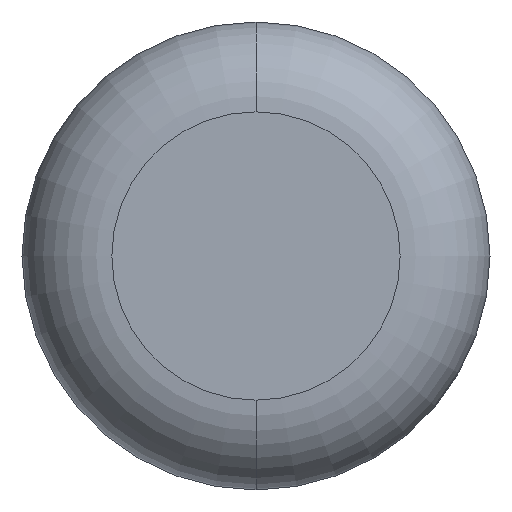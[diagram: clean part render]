
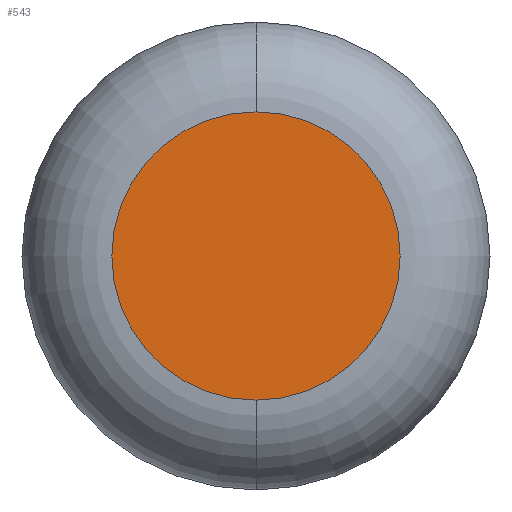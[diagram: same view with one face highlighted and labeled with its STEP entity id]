
A CAD part, front view. The second image highlights one B-rep face of the part: STEP entity #543.
In plain terms, the highlighted planar face has unit normal (0, -1, 0).
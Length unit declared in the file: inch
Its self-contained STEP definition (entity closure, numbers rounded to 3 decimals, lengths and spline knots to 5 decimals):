
#11 = DIRECTION ( 'NONE',  ( 0., -1., 0. ) ) ;
#17 = EDGE_LOOP ( 'NONE', ( #37, #509 ) ) ;
#37 = ORIENTED_EDGE ( 'NONE', *, *, #245, .T. ) ;
#51 = VERTEX_POINT ( 'NONE', #411 ) ;
#90 = CARTESIAN_POINT ( 'NONE',  ( 0., 0., 0. ) ) ;
#125 = EDGE_CURVE ( 'NONE', #51, #230, #274, .T. ) ;
#128 = DIRECTION ( 'NONE',  ( 0., 0., -1. ) ) ;
#133 = AXIS2_PLACEMENT_3D ( 'NONE', #90, #224, #128 ) ;
#224 = DIRECTION ( 'NONE',  ( 0., -1., 0. ) ) ;
#230 = VERTEX_POINT ( 'NONE', #348 ) ;
#245 = EDGE_CURVE ( 'NONE', #230, #51, #371, .T. ) ;
#265 = CARTESIAN_POINT ( 'NONE',  ( 0., 0., 0. ) ) ;
#274 = CIRCLE ( 'NONE', #329, 0.1925 ) ;
#303 = AXIS2_PLACEMENT_3D ( 'NONE', #265, #11, #307 ) ;
#307 = DIRECTION ( 'NONE',  ( 0., 0., -1. ) ) ;
#317 = FACE_OUTER_BOUND ( 'NONE', #17, .T. ) ;
#329 = AXIS2_PLACEMENT_3D ( 'NONE', #373, #472, #508 ) ;
#348 = CARTESIAN_POINT ( 'NONE',  ( 0., 0., -0.1925 ) ) ;
#349 = PLANE ( 'NONE',  #133 ) ;
#371 = CIRCLE ( 'NONE', #303, 0.1925 ) ;
#373 = CARTESIAN_POINT ( 'NONE',  ( 0., 0., 0. ) ) ;
#411 = CARTESIAN_POINT ( 'NONE',  ( 0., 0., 0.1925 ) ) ;
#472 = DIRECTION ( 'NONE',  ( 0., -1., 0. ) ) ;
#508 = DIRECTION ( 'NONE',  ( 0., 0., -1. ) ) ;
#509 = ORIENTED_EDGE ( 'NONE', *, *, #125, .T. ) ;
#543 = ADVANCED_FACE ( 'NONE', ( #317 ), #349, .T. ) ;
